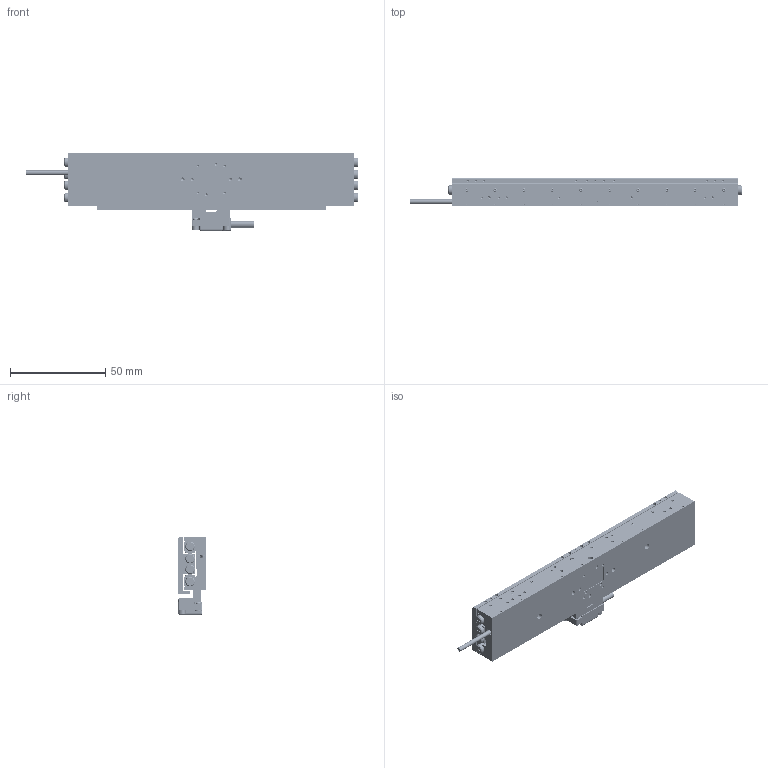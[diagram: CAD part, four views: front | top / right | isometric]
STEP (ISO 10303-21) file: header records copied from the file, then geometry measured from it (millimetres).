
FILE_DESCRIPTION (( 'STEP AP214' ), '1' );
FILE_NAME ('PPS-28-152X9.STEP', '2023-08-03T23:39:07', ( '' ), ( '' ), 'SwSTEP 2.0', 'SolidWorks 2023', '' );
FILE_SCHEMA (( 'AUTOMOTIVE_DESIGN' ));
Length unit declared in the file: millimetre
Products named in the file (19): 110103 Encoder Head, M3500, Custom Atmospheric_Atmospheric Window; Set Screw, Cup-H, E-ASME_E1-72 x 1''16; NB Slide Way SVW 2000 Cage_SVW 2150-25Z Custom; NB Slide Way SVW 2000 Center Way_SVW 2150 Custom; 130161 Bearing, NB, Slide Way, SVW 2000_SVW 2150-25Z Custom (Rigid at Center); PPS-28, Carriage, Master Part_150; SCREW, SHCS-S, M-DIN_M1.6 x 0.35 x 06mm; PPS-20, Scale Bracket, Mercury, Master Part_120mm; SCREW, MS-PPH, M-JCIS_M2.5 x 0.45 x 6mm; PPS-28, Base, Master Part_150mm, 2 motors, No Ears ; SCREW, SHCS-S, M-DIN_M2 x 0.4 x 06mm; TFC-421 Silver Braided Cable_L90; PPS-28-152X9; Dowel Pin, M-DIN_M01 x 004; 430438 PPS 28, Back Cover, NJ8x13; SCREW, SHCS-F, M-DIN_M3 x 0.5 x 06mm; NB Slide Way SVW 2000 Rail_SVW 2150 Custom; 430413 PPS-20, Encoder Bracket, M3500_0.71mm MTE Mod; SCREW, MS-PPH, M-JCIS_M1.6 x 0.35 x 4mm
Assembly tree (62 placements, depth 3):
  PPS-28-152X9
    PPS-28, Base, Master Part_150mm, 2 motors, No Ears 
    430438 PPS 28, Back Cover, NJ8x13
    TFC-421 Silver Braided Cable_L90
    PPS-28, Carriage, Master Part_150
    SCREW, SHCS-F, M-DIN_M3 x 0.5 x 06mm  x10
    130161 Bearing, NB, Slide Way, SVW 2000_SVW 2150-25Z Custom (Rigid at Center)
      NB Slide Way SVW 2000 Rail_SVW 2150 Custom  x2
      NB Slide Way SVW 2000 Center Way_SVW 2150 Custom
      NB Slide Way SVW 2000 Cage_SVW 2150-25Z Custom  x2
    SCREW, MS-PPH, M-JCIS_M2.5 x 0.45 x 6mm  x20
    Set Screw, Cup-H, E-ASME_E1-72 x 1''16  x10
    110103 Encoder Head, M3500, Custom Atmospheric_Atmospheric Window
    PPS-20, Scale Bracket, Mercury, Master Part_120mm
    SCREW, SHCS-S, M-DIN_M1.6 x 0.35 x 06mm
    SCREW, SHCS-S, M-DIN_M2 x 0.4 x 06mm  x2
    SCREW, MS-PPH, M-JCIS_M1.6 x 0.35 x 4mm  x4
    Dowel Pin, M-DIN_M01 x 004  x2
    430413 PPS-20, Encoder Bracket, M3500_0.71mm MTE Mod
Bounding box: 174.2 x 15 x 41.2 mm (x, y, z)
Volume: 58127.6 mm3; surface area: 55981.1 mm2
Topology: 74 solids, 74 shells, 3112 faces, 7601 edges, 4640 vertices
Faces by surface type: plane 1197, cylinder 1105, cone 592, torus 188, bspline 30
Entity records: 88710 total; most frequent: CARTESIAN_POINT 49803, DIRECTION 8314, ORIENTED_EDGE 7586, EDGE_CURVE 3793, AXIS2_PLACEMENT_3D 3229, VERTEX_POINT 2442, EDGE_LOOP 1987, VECTOR 1856
